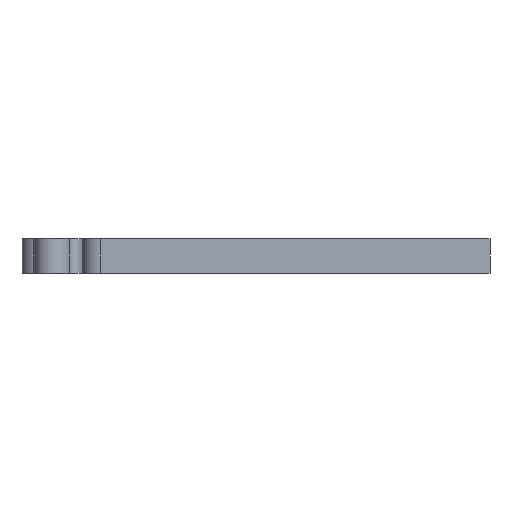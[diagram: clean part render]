
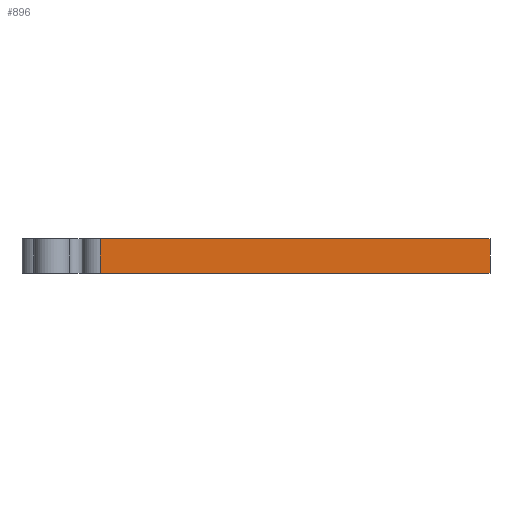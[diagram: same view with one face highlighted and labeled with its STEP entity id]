
A CAD part, front view. The second image highlights one B-rep face of the part: STEP entity #896.
In plain terms, the highlighted planar face has unit normal (0, -1, 0).
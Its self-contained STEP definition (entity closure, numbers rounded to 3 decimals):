
#30=PLANE('',#953);
#83=FACE_OUTER_BOUND('',#134,.T.);
#134=EDGE_LOOP('',(#598,#599,#600,#601));
#189=LINE('',#1481,#241);
#190=LINE('',#1483,#242);
#191=LINE('',#1485,#243);
#192=LINE('',#1486,#244);
#241=VECTOR('',#1070,10.);
#242=VECTOR('',#1071,10.);
#243=VECTOR('',#1072,10.);
#244=VECTOR('',#1073,10.);
#358=VERTEX_POINT('',#1479);
#359=VERTEX_POINT('',#1480);
#360=VERTEX_POINT('',#1482);
#361=VERTEX_POINT('',#1484);
#455=EDGE_CURVE('',#358,#359,#189,.T.);
#456=EDGE_CURVE('',#360,#359,#190,.T.);
#457=EDGE_CURVE('',#360,#361,#191,.T.);
#458=EDGE_CURVE('',#361,#358,#192,.T.);
#598=ORIENTED_EDGE('',*,*,#455,.T.);
#599=ORIENTED_EDGE('',*,*,#456,.F.);
#600=ORIENTED_EDGE('',*,*,#457,.T.);
#601=ORIENTED_EDGE('',*,*,#458,.T.);
#896=ADVANCED_FACE('',(#83),#30,.T.);
#953=AXIS2_PLACEMENT_3D('',#1478,#1068,#1069);
#1068=DIRECTION('center_axis',(0.,-1.,0.));
#1069=DIRECTION('ref_axis',(1.,0.,0.));
#1070=DIRECTION('',(-1.,0.,0.));
#1071=DIRECTION('',(0.,0.,1.));
#1072=DIRECTION('',(1.,0.,0.));
#1073=DIRECTION('',(0.,0.,1.));
#1478=CARTESIAN_POINT('Origin',(0.,-2.588,
0.));
#1479=CARTESIAN_POINT('',(45.,-2.588,4.));
#1480=CARTESIAN_POINT('',(0.,-2.588,4.));
#1481=CARTESIAN_POINT('',(1.607,-2.588,4.));
#1482=CARTESIAN_POINT('',(0.,-2.588,0.));
#1483=CARTESIAN_POINT('',(0.,-2.588,0.));
#1484=CARTESIAN_POINT('',(45.,-2.588,0.));
#1485=CARTESIAN_POINT('',(0.,-2.588,0.));
#1486=CARTESIAN_POINT('',(45.,-2.588,0.));
